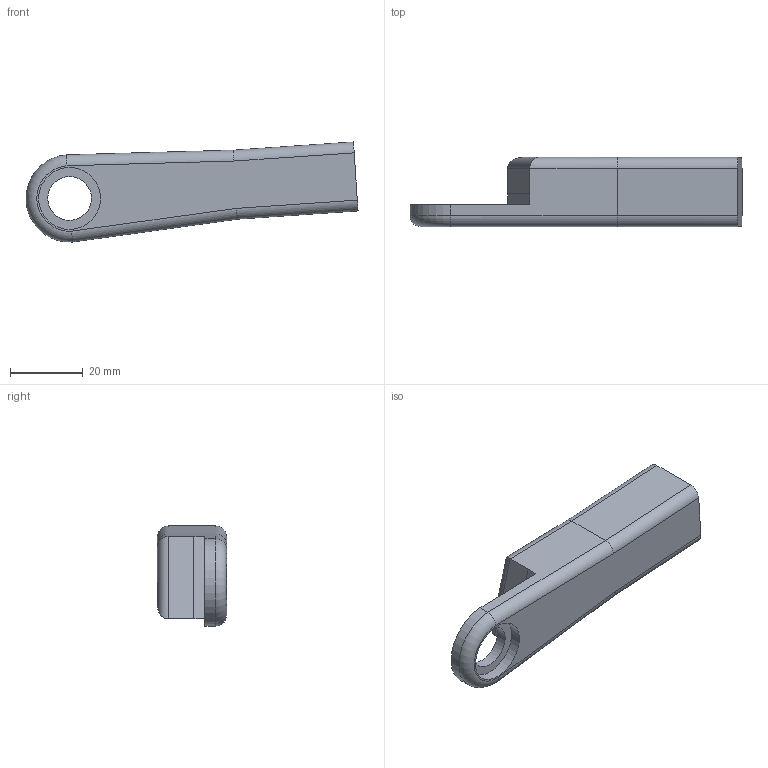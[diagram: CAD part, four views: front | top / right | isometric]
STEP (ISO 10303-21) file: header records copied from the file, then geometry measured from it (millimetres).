
FILE_DESCRIPTION(('FreeCAD Model'),'2;1');
FILE_NAME('3.step','2020-09-08T13:12:21',( 'Author'),(''),'Open CASCADE STEP processor 7.3','FreeCAD','Unknown' );
FILE_SCHEMA(('AUTOMOTIVE_DESIGN { 1 0 10303 214 1 1 1 1 }'));
Length unit declared in the file: millimetre
Products named in the file (1): Pied_base_+_fixation_dérailleur_SAUVEGARDE
Bounding box: 91.17 x 19 x 27.49 mm (x, y, z)
Volume: 24929.3 mm3; surface area: 6693.5 mm2
Topology: 1 solids, 1 shells, 24 faces, 55 edges, 34 vertices
Faces by surface type: cylinder 12, plane 11, torus 1
Full cylindrical faces by diameter (mm): 12 x1, 17 x1
Entity records: 1462 total; most frequent: CARTESIAN_POINT 306, DIRECTION 218, LINE 122, VECTOR 122, ORIENTED_EDGE 110, PCURVE 110, DEFINITIONAL_REPRESENTATION 110, EDGE_CURVE 55
